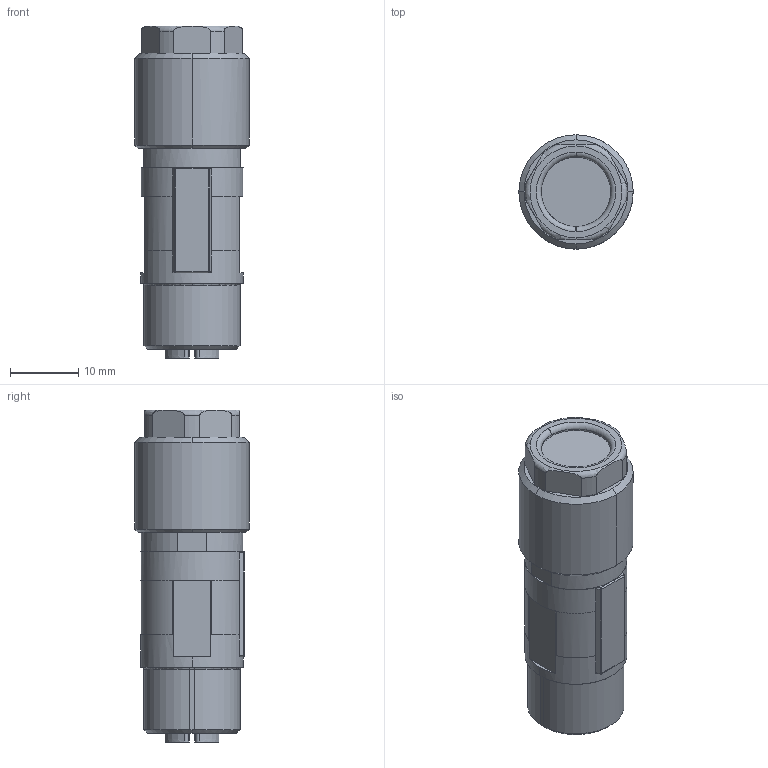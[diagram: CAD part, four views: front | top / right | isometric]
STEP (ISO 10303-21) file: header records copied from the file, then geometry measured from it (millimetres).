
FILE_DESCRIPTION(('CATIA V5 STEP Exchange','CAx-IF Rec.Pracs.--- Model Styling and Organization---1.4--- 2014-01-23'),'2;1');
FILE_NAME ('015493-2_1', '2019-10-16T05:54:34+00:00', ('none'), ('Weidmueller'), 'CATIA Version 5-6 Release 2016 SP3 HF44', 'CATIA V5 STEP AP214', 'none');
FILE_SCHEMA(('AUTOMOTIVE_DESIGN { 1 0 10303 214 1 1 1 1 }'));
Length unit declared in the file: millimetre
Products named in the file (1): 1516330000
Bounding box: 16.8 x 16.8 x 48.8 mm (x, y, z)
Volume: 8650.1 mm3; surface area: 2935.2 mm2
Topology: 5 solids, 5 shells, 214 faces, 590 edges, 408 vertices
Faces by surface type: cylinder 82, plane 73, extrusion 27, torus 14, cone 12, sphere 4, bspline 2
Entity records: 7689 total; most frequent: CARTESIAN_POINT 2533, ORIENTED_EDGE 1180, DIRECTION 776, EDGE_CURVE 590, VERTEX_POINT 408, AXIS2_PLACEMENT_3D 375, EDGE_LOOP 256, VECTOR 245
